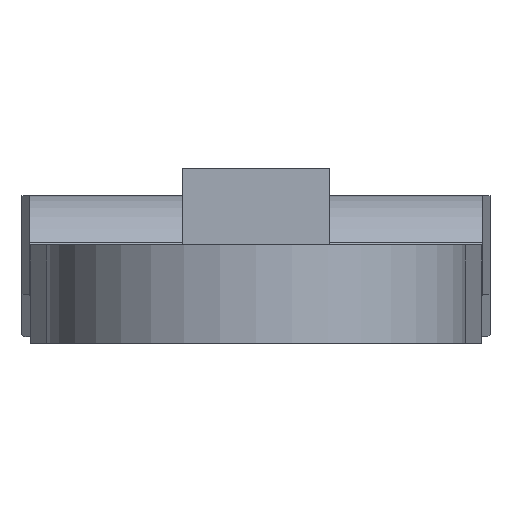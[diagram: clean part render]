
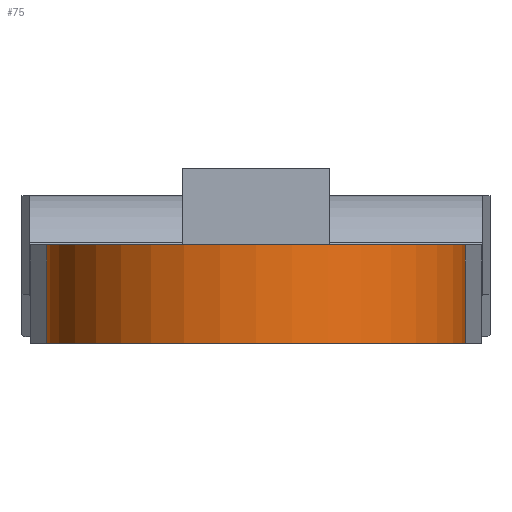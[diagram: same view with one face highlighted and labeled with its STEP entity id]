
A CAD part, left-side view. The second image highlights one B-rep face of the part: STEP entity #75.
In plain terms, the highlighted cylindrical face has radius 8.5 mm (diameter 17 mm), a partial arc.
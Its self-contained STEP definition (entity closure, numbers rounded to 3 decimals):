
#75=ADVANCED_FACE('',(#194),#195,.T.);
#194=FACE_OUTER_BOUND('',#358,.T.);
#195=CYLINDRICAL_SURFACE('',#359,8.5);
#358=EDGE_LOOP('',(#516,#517,#518,#519));
#359=AXIS2_PLACEMENT_3D('',#520,#521,#522);
#516=ORIENTED_EDGE('',*,*,#970,.T.);
#517=ORIENTED_EDGE('',*,*,#971,.T.);
#518=ORIENTED_EDGE('',*,*,#972,.F.);
#519=ORIENTED_EDGE('',*,*,#973,.F.);
#520=CARTESIAN_POINT('',(0.0,0.0,0.0));
#521=DIRECTION('',(0.0,0.0,1.0));
#522=DIRECTION('',(1.0,0.0,0.0));
#970=EDGE_CURVE('',#1146,#1147,#1148,.F.);
#971=EDGE_CURVE('',#1147,#1149,#1150,.T.);
#972=EDGE_CURVE('',#1151,#1149,#1152,.F.);
#973=EDGE_CURVE('',#1146,#1151,#1153,.T.);
#1146=VERTEX_POINT('',#1400);
#1147=VERTEX_POINT('',#1401);
#1148=LINE('',#1402,#1403);
#1149=VERTEX_POINT('',#1404);
#1150=CIRCLE('',#1405,8.5);
#1151=VERTEX_POINT('',#1406);
#1152=LINE('',#1407,#1408);
#1153=CIRCLE('',#1409,8.5);
#1400=CARTESIAN_POINT('',(1.488,8.369,4.0));
#1401=CARTESIAN_POINT('',(1.488,8.369,0.0));
#1402=CARTESIAN_POINT('',(1.488,8.369,0.0));
#1403=VECTOR('',#1750,1.0);
#1404=CARTESIAN_POINT('',(1.488,-8.369,0.0));
#1405=AXIS2_PLACEMENT_3D('',#1751,#1752,#1753);
#1406=CARTESIAN_POINT('',(1.488,-8.369,4.0));
#1407=CARTESIAN_POINT('',(1.488,-8.369,0.0));
#1408=VECTOR('',#1754,1.0);
#1409=AXIS2_PLACEMENT_3D('',#1755,#1756,#1757);
#1750=DIRECTION('',(0.0,0.0,1.0));
#1751=CARTESIAN_POINT('',(0.0,0.0,0.0));
#1752=DIRECTION('',(0.0,0.0,1.0));
#1753=DIRECTION('',(1.0,0.0,0.0));
#1754=DIRECTION('',(0.0,0.0,1.0));
#1755=CARTESIAN_POINT('',(0.0,0.0,4.0));
#1756=DIRECTION('',(0.0,0.0,1.0));
#1757=DIRECTION('',(1.0,0.0,0.0));
